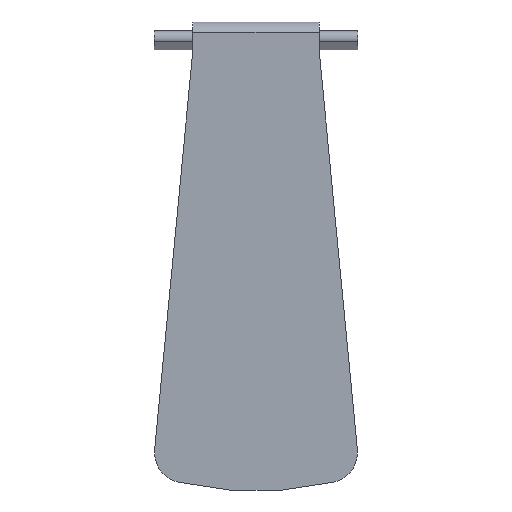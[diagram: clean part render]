
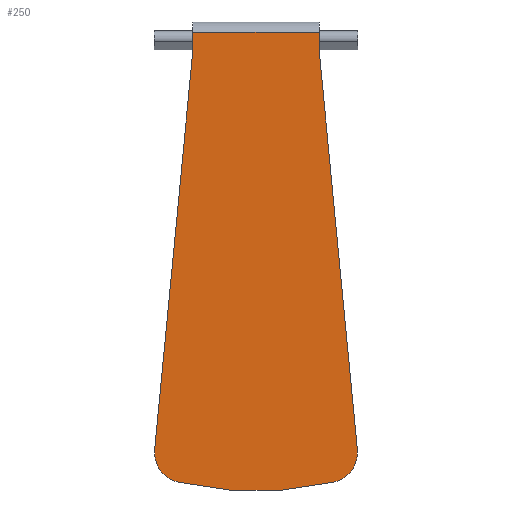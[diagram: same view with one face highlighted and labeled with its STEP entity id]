
A CAD part, front view. The second image highlights one B-rep face of the part: STEP entity #250.
In plain terms, the highlighted planar face has unit normal (0, -1, 0).
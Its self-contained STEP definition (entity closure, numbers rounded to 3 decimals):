
#61=CARTESIAN_POINT('Vertex',(8.25,-2.,27.374)) ;
#66=CARTESIAN_POINT('Line Origine',(10.714,-2.,1.677)) ;
#70=CARTESIAN_POINT('Vertex',(13.178,-2.,-24.021)) ;
#97=CARTESIAN_POINT('Axis2P3D Location',(9.197,-2.,-24.402)) ;
#101=CARTESIAN_POINT('Vertex',(10.094,-2.,-28.3)) ;
#128=CARTESIAN_POINT('Axis2P3D Location',(0.,-2.,15.553)) ;
#132=CARTESIAN_POINT('Vertex',(-10.094,-2.,-28.3)) ;
#159=CARTESIAN_POINT('Axis2P3D Location',(-9.197,-2.,-24.402)) ;
#163=CARTESIAN_POINT('Vertex',(-13.178,-2.,-24.021)) ;
#190=CARTESIAN_POINT('Line Origine',(-10.714,-2.,1.677)) ;
#194=CARTESIAN_POINT('Vertex',(-8.25,-2.,27.374)) ;
#216=CARTESIAN_POINT('Axis2P3D Location',(0.,-2.,0.)) ;
#221=CARTESIAN_POINT('Line Origine',(8.25,-2.,28.774)) ;
#225=CARTESIAN_POINT('Vertex',(8.25,-2.,30.174)) ;
#228=CARTESIAN_POINT('Line Origine',(0.,-2.,30.174)) ;
#232=CARTESIAN_POINT('Vertex',(-8.25,-2.,30.174)) ;
#235=CARTESIAN_POINT('Line Origine',(-8.25,-2.,28.774)) ;
#67=DIRECTION('Vector Direction',(-0.095,0.,0.995)) ;
#98=DIRECTION('Axis2P3D Direction',(0.,1.,0.)) ;
#129=DIRECTION('Axis2P3D Direction',(0.,1.,0.)) ;
#160=DIRECTION('Axis2P3D Direction',(0.,1.,0.)) ;
#191=DIRECTION('Vector Direction',(-0.095,0.,-0.995)) ;
#217=DIRECTION('Axis2P3D Direction',(0.,1.,0.)) ;
#218=DIRECTION('Axis2P3D XDirection',(-1.,0.,0.)) ;
#222=DIRECTION('Vector Direction',(0.,0.,1.)) ;
#229=DIRECTION('Vector Direction',(1.,0.,0.)) ;
#236=DIRECTION('Vector Direction',(0.,0.,1.)) ;
#99=AXIS2_PLACEMENT_3D('Circle Axis2P3D',#97,#98,$) ;
#130=AXIS2_PLACEMENT_3D('Circle Axis2P3D',#128,#129,$) ;
#161=AXIS2_PLACEMENT_3D('Circle Axis2P3D',#159,#160,$) ;
#219=AXIS2_PLACEMENT_3D('Plane Axis2P3D',#216,#217,#218) ;
#241=ORIENTED_EDGE('',*,*,#227,.F.) ;
#242=ORIENTED_EDGE('',*,*,#234,.F.) ;
#243=ORIENTED_EDGE('',*,*,#239,.T.) ;
#244=ORIENTED_EDGE('',*,*,#196,.F.) ;
#245=ORIENTED_EDGE('',*,*,#165,.F.) ;
#246=ORIENTED_EDGE('',*,*,#134,.F.) ;
#247=ORIENTED_EDGE('',*,*,#103,.F.) ;
#248=ORIENTED_EDGE('',*,*,#72,.F.) ;
#68=VECTOR('Line Direction',#67,1.) ;
#192=VECTOR('Line Direction',#191,1.) ;
#223=VECTOR('Line Direction',#222,1.) ;
#230=VECTOR('Line Direction',#229,1.) ;
#237=VECTOR('Line Direction',#236,1.) ;
#250=ADVANCED_FACE('PartBody',(#249),#220,.F.) ;
#100=CIRCLE('generated circle',#99,4.) ;
#131=CIRCLE('generated circle',#130,45.) ;
#162=CIRCLE('generated circle',#161,4.) ;
#72=EDGE_CURVE('',#62,#71,#69,.F.) ;
#103=EDGE_CURVE('',#71,#102,#100,.T.) ;
#134=EDGE_CURVE('',#102,#133,#131,.T.) ;
#165=EDGE_CURVE('',#133,#164,#162,.T.) ;
#196=EDGE_CURVE('',#164,#195,#193,.F.) ;
#227=EDGE_CURVE('',#226,#62,#224,.F.) ;
#234=EDGE_CURVE('',#233,#226,#231,.T.) ;
#239=EDGE_CURVE('',#233,#195,#238,.F.) ;
#240=EDGE_LOOP('',(#241,#242,#243,#244,#245,#246,#247,#248)) ;
#249=FACE_OUTER_BOUND('',#240,.T.) ;
#69=LINE('Line',#66,#68) ;
#193=LINE('Line',#190,#192) ;
#224=LINE('Line',#221,#223) ;
#231=LINE('Line',#228,#230) ;
#238=LINE('Line',#235,#237) ;
#220=PLANE('',#219) ;
#62=VERTEX_POINT('',#61) ;
#71=VERTEX_POINT('',#70) ;
#102=VERTEX_POINT('',#101) ;
#133=VERTEX_POINT('',#132) ;
#164=VERTEX_POINT('',#163) ;
#195=VERTEX_POINT('',#194) ;
#226=VERTEX_POINT('',#225) ;
#233=VERTEX_POINT('',#232) ;
